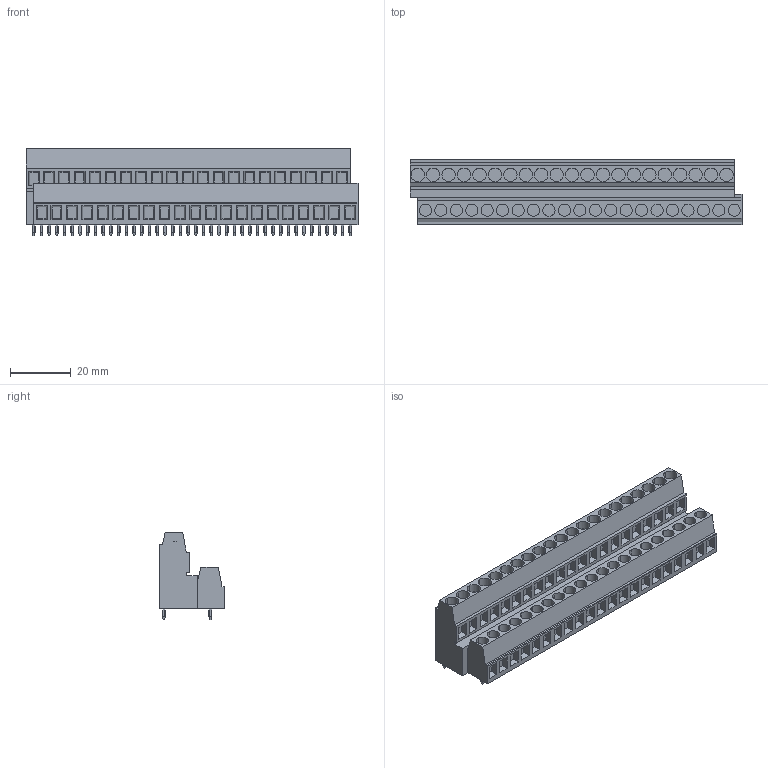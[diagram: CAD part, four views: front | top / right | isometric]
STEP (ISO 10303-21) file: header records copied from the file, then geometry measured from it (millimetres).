
FILE_DESCRIPTION(('CATIA V5 STEP Exchange','CAx-IF Rec.Pracs.--- Model Styling and Organization---1.2---2011-12-15'),'2;1');
FILE_NAME ('D1455717_0_1769040000_1769040000.stp','2018-09-07T07:37:52+00:00',('none'),('Weidmueller'),'CATIA Version 5-6 Release 2014','CATIA V5 STEP AP214','none');
FILE_SCHEMA(('AUTOMOTIVE_DESIGN { 1 0 10303 214 1 1 1 1 }'));
Length unit declared in the file: millimetre
Products named in the file (1): 1769040000
Bounding box: 109.22 x 21.6 x 28.7 mm (x, y, z)
Volume: 37151.8 mm3; surface area: 14696.3 mm2
Topology: 43 solids, 43 shells, 948 faces, 2334 edges, 1556 vertices
Faces by surface type: plane 863, cylinder 85
Entity records: 25532 total; most frequent: CARTESIAN_POINT 4974, ORIENTED_EDGE 4668, DIRECTION 3246, EDGE_CURVE 2334, VECTOR 1746, LINE 1746, VERTEX_POINT 1556, EDGE_LOOP 1032
